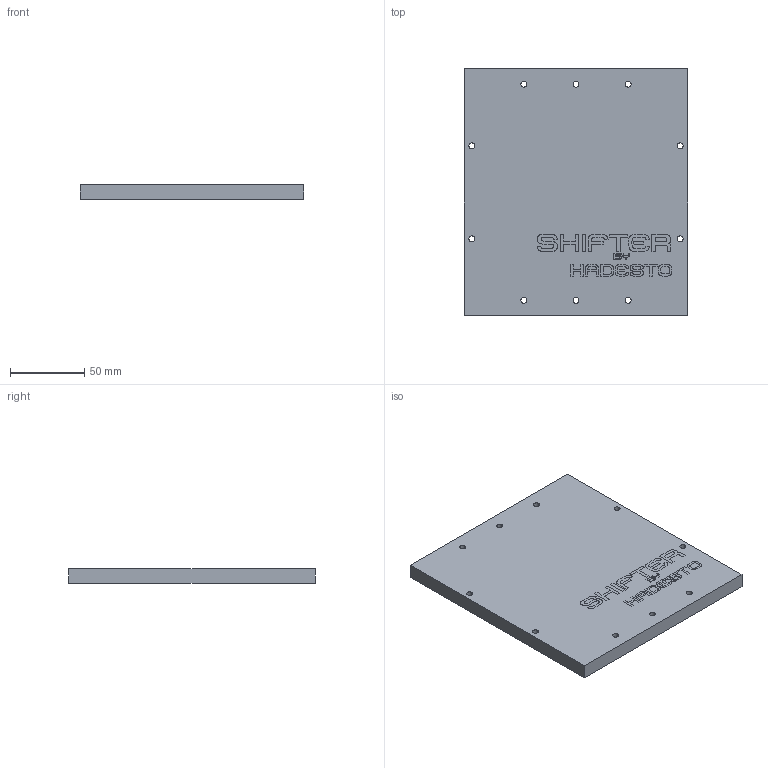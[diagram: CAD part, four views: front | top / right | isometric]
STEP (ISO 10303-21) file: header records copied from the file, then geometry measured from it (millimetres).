
FILE_DESCRIPTION (( 'STEP AP214' ), '1' );
FILE_NAME ('Obudowa_œciana_d³uga_przód.STEP', '2019-11-18T14:41:40', ( '' ), ( '' ), 'SwSTEP 2.0', 'SolidWorks 2018', '' );
FILE_SCHEMA (( 'AUTOMOTIVE_DESIGN' ));
Length unit declared in the file: millimetre
Products named in the file (1): Obudowa_œciana_d³uga_przód
Bounding box: 150 x 165.5 x 10 mm (x, y, z)
Volume: 246992.6 mm3; surface area: 56966.2 mm2
Topology: 1 solids, 1 shells, 336 faces, 930 edges, 620 vertices
Faces by surface type: plane 172, bspline 144, cylinder 20
Entity records: 18592 total; most frequent: CARTESIAN_POINT 7535, ORIENTED_EDGE 1860, DIRECTION 1068, EDGE_CURVE 930, VERTEX_POINT 620, LINE 602, VECTOR 602, EDGE_LOOP 380
